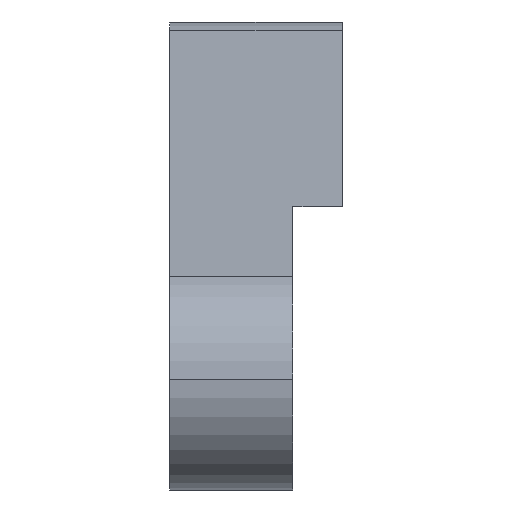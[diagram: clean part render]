
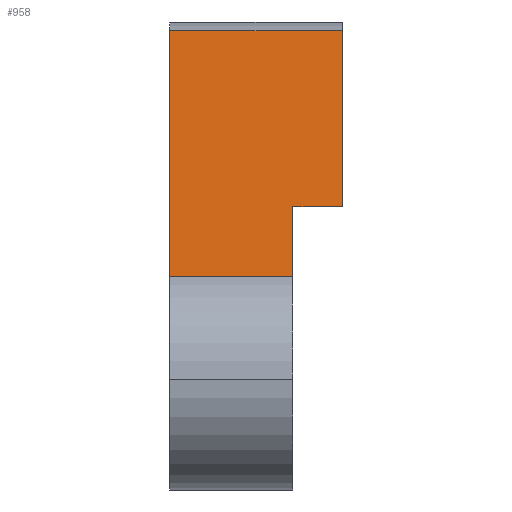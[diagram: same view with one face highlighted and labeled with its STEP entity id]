
A CAD part, left-side view. The second image highlights one B-rep face of the part: STEP entity #958.
In plain terms, the highlighted planar face has unit normal (-0.386, 0, 0.922).
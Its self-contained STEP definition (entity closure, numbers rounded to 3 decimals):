
#6 = AXIS2_PLACEMENT_3D ( 'NONE', #153, #519, #607 ) ;
#22 = DIRECTION ( 'NONE',  ( 0., 1., 0. ) ) ;
#26 = DIRECTION ( 'NONE',  ( 0.923, 0., 0.386 ) ) ;
#35 = DIRECTION ( 'NONE',  ( 0.923, 0., 0.386 ) ) ;
#40 = VERTEX_POINT ( 'NONE', #116 ) ;
#44 = EDGE_CURVE ( 'NONE', #40, #725, #194, .T. ) ;
#64 = CARTESIAN_POINT ( 'NONE',  ( -259.201, -111.909, -5.198 ) ) ;
#78 = CARTESIAN_POINT ( 'NONE',  ( -36.766, -116.909, 87.871 ) ) ;
#116 = CARTESIAN_POINT ( 'NONE',  ( -252.392, -118.909, -2.349 ) ) ;
#121 = VECTOR ( 'NONE', #183, 1000. ) ;
#150 = FACE_OUTER_BOUND ( 'NONE', #352, .T. ) ;
#153 = CARTESIAN_POINT ( 'NONE',  ( -36.766, -117.909, 87.871 ) ) ;
#176 = CARTESIAN_POINT ( 'NONE',  ( -36.766, -118.909, 87.871 ) ) ;
#183 = DIRECTION ( 'NONE',  ( 0., 1., 0. ) ) ;
#194 = LINE ( 'NONE', #345, #121 ) ;
#215 = ORIENTED_EDGE ( 'NONE', *, *, #294, .F. ) ;
#247 = LINE ( 'NONE', #932, #672 ) ;
#294 = EDGE_CURVE ( 'NONE', #740, #371, #314, .T. ) ;
#302 = ORIENTED_EDGE ( 'NONE', *, *, #749, .F. ) ;
#303 = DIRECTION ( 'NONE',  ( 0.923, 0., 0.386 ) ) ;
#314 = LINE ( 'NONE', #610, #625 ) ;
#331 = VECTOR ( 'NONE', #303, 1000. ) ;
#345 = CARTESIAN_POINT ( 'NONE',  ( -252.392, -117.909, -2.349 ) ) ;
#352 = EDGE_LOOP ( 'NONE', ( #434, #512, #455, #302, #215, #496 ) ) ;
#371 = VERTEX_POINT ( 'NONE', #64 ) ;
#407 = LINE ( 'NONE', #176, #593 ) ;
#434 = ORIENTED_EDGE ( 'NONE', *, *, #44, .F. ) ;
#449 = VECTOR ( 'NONE', #26, 1000. ) ;
#455 = ORIENTED_EDGE ( 'NONE', *, *, #716, .T. ) ;
#496 = ORIENTED_EDGE ( 'NONE', *, *, #518, .T. ) ;
#512 = ORIENTED_EDGE ( 'NONE', *, *, #709, .T. ) ;
#518 = EDGE_CURVE ( 'NONE', #740, #725, #758, .T. ) ;
#519 = DIRECTION ( 'NONE',  ( -0.386, 0., 0.923 ) ) ;
#529 = PLANE ( 'NONE',  #6 ) ;
#570 = VERTEX_POINT ( 'NONE', #680 ) ;
#593 = VECTOR ( 'NONE', #35, 1000. ) ;
#607 = DIRECTION ( 'NONE',  ( 0., 1., 0. ) ) ;
#610 = CARTESIAN_POINT ( 'NONE',  ( -259.201, -117.909, -5.198 ) ) ;
#625 = VECTOR ( 'NONE', #904, 1000. ) ;
#642 = CARTESIAN_POINT ( 'NONE',  ( -259.201, -116.909, -5.198 ) ) ;
#672 = VECTOR ( 'NONE', #22, 1000. ) ;
#676 = CARTESIAN_POINT ( 'NONE',  ( -235.301, -118.909, 4.802 ) ) ;
#680 = CARTESIAN_POINT ( 'NONE',  ( -235.301, -111.909, 4.802 ) ) ;
#702 = LINE ( 'NONE', #926, #449 ) ;
#709 = EDGE_CURVE ( 'NONE', #40, #940, #407, .T. ) ;
#716 = EDGE_CURVE ( 'NONE', #940, #570, #247, .T. ) ;
#725 = VERTEX_POINT ( 'NONE', #915 ) ;
#740 = VERTEX_POINT ( 'NONE', #642 ) ;
#749 = EDGE_CURVE ( 'NONE', #371, #570, #702, .T. ) ;
#758 = LINE ( 'NONE', #78, #331 ) ;
#904 = DIRECTION ( 'NONE',  ( 0., 1., 0. ) ) ;
#915 = CARTESIAN_POINT ( 'NONE',  ( -252.392, -116.909, -2.349 ) ) ;
#926 = CARTESIAN_POINT ( 'NONE',  ( -36.766, -111.909, 87.871 ) ) ;
#932 = CARTESIAN_POINT ( 'NONE',  ( -235.301, -117.909, 4.802 ) ) ;
#940 = VERTEX_POINT ( 'NONE', #676 ) ;
#958 = ADVANCED_FACE ( 'NONE', ( #150 ), #529, .T. ) ;
